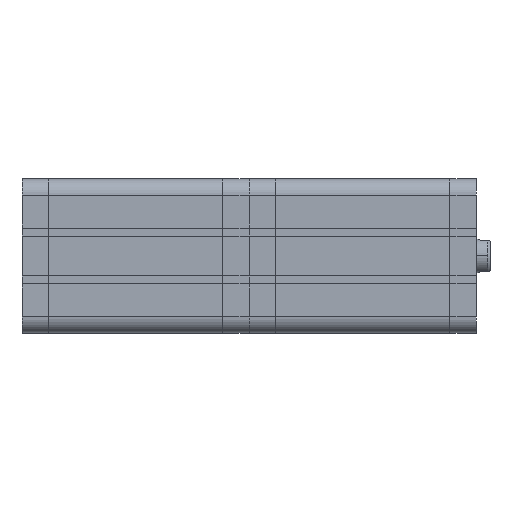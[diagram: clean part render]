
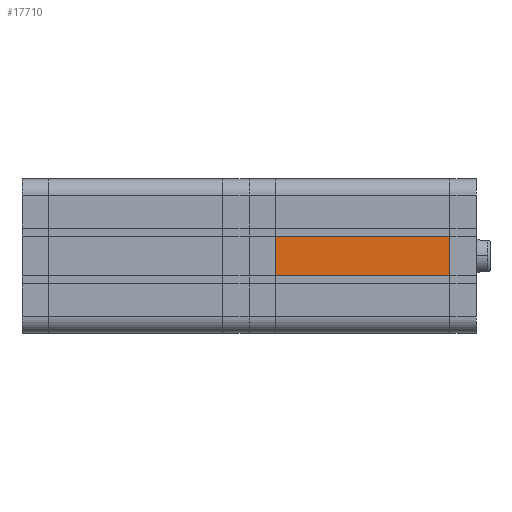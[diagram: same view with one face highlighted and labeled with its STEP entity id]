
A CAD part, front view. The second image highlights one B-rep face of the part: STEP entity #17710.
In plain terms, the highlighted planar face has unit normal (0, -1, 0).
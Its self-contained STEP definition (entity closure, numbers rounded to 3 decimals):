
#640 = VECTOR ( 'NONE', #6306, 1000. ) ;
#641 = EDGE_CURVE ( 'NONE', #25259, #21858, #19436, .T. ) ;
#1616 = ORIENTED_EDGE ( 'NONE', *, *, #34217, .F. ) ;
#1809 = FACE_OUTER_BOUND ( 'NONE', #30504, .T. ) ;
#3369 = DIRECTION ( 'NONE',  ( 0., 0., -1. ) ) ;
#6306 = DIRECTION ( 'NONE',  ( 0., 0., -1. ) ) ;
#6347 = CARTESIAN_POINT ( 'NONE',  ( 128., -56.75, 14.7 ) ) ;
#7947 = DIRECTION ( 'NONE',  ( -1., 0., 0. ) ) ;
#9706 = PLANE ( 'NONE',  #14738 ) ;
#10081 = LINE ( 'NONE', #20827, #30947 ) ;
#13504 = EDGE_CURVE ( 'NONE', #14651, #32680, #33262, .T. ) ;
#14651 = VERTEX_POINT ( 'NONE', #28059 ) ;
#14738 = AXIS2_PLACEMENT_3D ( 'NONE', #23654, #34377, #28863 ) ;
#14967 = LINE ( 'NONE', #15683, #24893 ) ;
#15683 = CARTESIAN_POINT ( 'NONE',  ( 128.001, -56.75, -14.7 ) ) ;
#17710 = ADVANCED_FACE ( 'NONE', ( #1809 ), #9706, .F. ) ;
#18534 = DIRECTION ( 'NONE',  ( -1., 0., 0. ) ) ;
#19436 = LINE ( 'NONE', #30373, #640 ) ;
#20827 = CARTESIAN_POINT ( 'NONE',  ( 128.001, -56.75, 14.7 ) ) ;
#21858 = VERTEX_POINT ( 'NONE', #27266 ) ;
#23654 = CARTESIAN_POINT ( 'NONE',  ( 128., -56.75, -56.75 ) ) ;
#24893 = VECTOR ( 'NONE', #18534, 1000. ) ;
#25259 = VERTEX_POINT ( 'NONE', #6347 ) ;
#25924 = VECTOR ( 'NONE', #3369, 1000. ) ;
#27266 = CARTESIAN_POINT ( 'NONE',  ( 128., -56.75, -14.7 ) ) ;
#27541 = EDGE_CURVE ( 'NONE', #25259, #14651, #10081, .T. ) ;
#27880 = CARTESIAN_POINT ( 'NONE',  ( 0., -56.75, -56.75 ) ) ;
#28059 = CARTESIAN_POINT ( 'NONE',  ( 0., -56.75, 14.7 ) ) ;
#28863 = DIRECTION ( 'NONE',  ( 0., 0., 1. ) ) ;
#30373 = CARTESIAN_POINT ( 'NONE',  ( 128., -56.75, -56.75 ) ) ;
#30504 = EDGE_LOOP ( 'NONE', ( #34366, #31254, #1616, #30846 ) ) ;
#30846 = ORIENTED_EDGE ( 'NONE', *, *, #641, .F. ) ;
#30947 = VECTOR ( 'NONE', #7947, 1000. ) ;
#31254 = ORIENTED_EDGE ( 'NONE', *, *, #13504, .T. ) ;
#32528 = CARTESIAN_POINT ( 'NONE',  ( 0., -56.75, -14.7 ) ) ;
#32680 = VERTEX_POINT ( 'NONE', #32528 ) ;
#33262 = LINE ( 'NONE', #27880, #25924 ) ;
#34217 = EDGE_CURVE ( 'NONE', #21858, #32680, #14967, .T. ) ;
#34366 = ORIENTED_EDGE ( 'NONE', *, *, #27541, .T. ) ;
#34377 = DIRECTION ( 'NONE',  ( 0., 1., 0. ) ) ;
